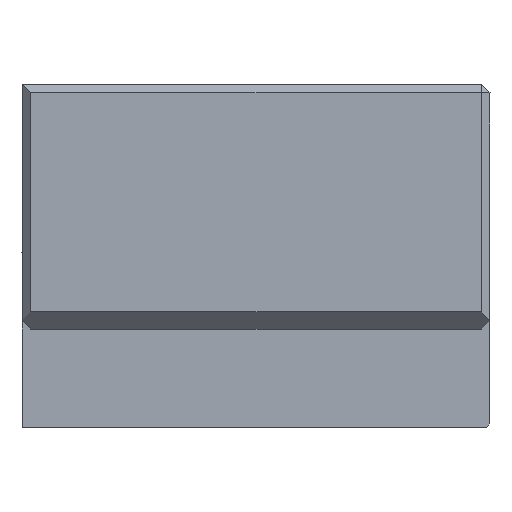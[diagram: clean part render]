
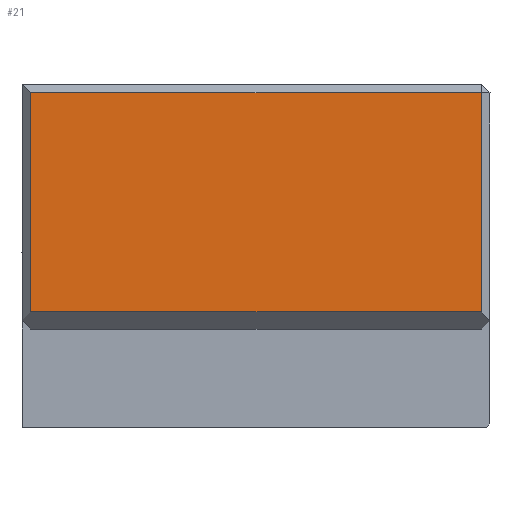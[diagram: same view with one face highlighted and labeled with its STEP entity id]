
A CAD part, left-side view. The second image highlights one B-rep face of the part: STEP entity #21.
In plain terms, the highlighted planar face has unit normal (-1, 0, 0).
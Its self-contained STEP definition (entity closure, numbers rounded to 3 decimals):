
#21=ADVANCED_FACE('',(#57),#540,.T.);
#57=FACE_OUTER_BOUND('',#93,.T.);
#93=EDGE_LOOP('',(#160,#161,#162,#163));
#160=ORIENTED_EDGE('',*,*,#358,.F.);
#161=ORIENTED_EDGE('',*,*,#328,.T.);
#162=ORIENTED_EDGE('',*,*,#341,.T.);
#163=ORIENTED_EDGE('',*,*,#362,.F.);
#328=EDGE_CURVE('',#500,#499,#426,.T.);
#341=EDGE_CURVE('',#499,#511,#432,.T.);
#358=EDGE_CURVE('',#500,#510,#447,.T.);
#362=EDGE_CURVE('',#510,#511,#451,.T.);
#426=B_SPLINE_CURVE_WITH_KNOTS('',1,(#960,#961),.UNSPECIFIED.,.F.,.F.,(2,
2),(1.,54.),.UNSPECIFIED.);
#432=B_SPLINE_CURVE_WITH_KNOTS('',1,(#1000,#1001),.UNSPECIFIED.,.F.,.F.,
(2,2),(0.,25.744),.UNSPECIFIED.);
#447=B_SPLINE_CURVE_WITH_KNOTS('',1,(#1064,#1065),.UNSPECIFIED.,.F.,.F.,
(2,2),(0.,25.744),.UNSPECIFIED.);
#451=B_SPLINE_CURVE_WITH_KNOTS('',1,(#1090,#1091),.UNSPECIFIED.,.F.,.F.,
(2,2),(1.,54.),.UNSPECIFIED.);
#499=VERTEX_POINT('',#800);
#500=VERTEX_POINT('',#801);
#510=VERTEX_POINT('',#811);
#511=VERTEX_POINT('',#812);
#540=PLANE('',#659);
#659=AXIS2_PLACEMENT_3D('',#731,#695,$);
#695=DIRECTION('',(-1.,0.,0.));
#731=CARTESIAN_POINT('',(-5.534,-96.56,-45.982));
#800=CARTESIAN_POINT('',(-5.534,-95.,-26.744));
#801=CARTESIAN_POINT('',(-5.534,-42.,-26.744));
#811=CARTESIAN_POINT('',(-5.534,-42.,-1.));
#812=CARTESIAN_POINT('',(-5.534,-95.,-1.));
#960=CARTESIAN_POINT('',(-5.534,-42.,-26.744));
#961=CARTESIAN_POINT('',(-5.534,-95.,-26.744));
#1000=CARTESIAN_POINT('',(-5.534,-95.,-26.744));
#1001=CARTESIAN_POINT('',(-5.534,-95.,-1.));
#1064=CARTESIAN_POINT('',(-5.534,-42.,-26.744));
#1065=CARTESIAN_POINT('',(-5.534,-42.,-1.));
#1090=CARTESIAN_POINT('',(-5.534,-42.,-1.));
#1091=CARTESIAN_POINT('',(-5.534,-95.,-1.));
